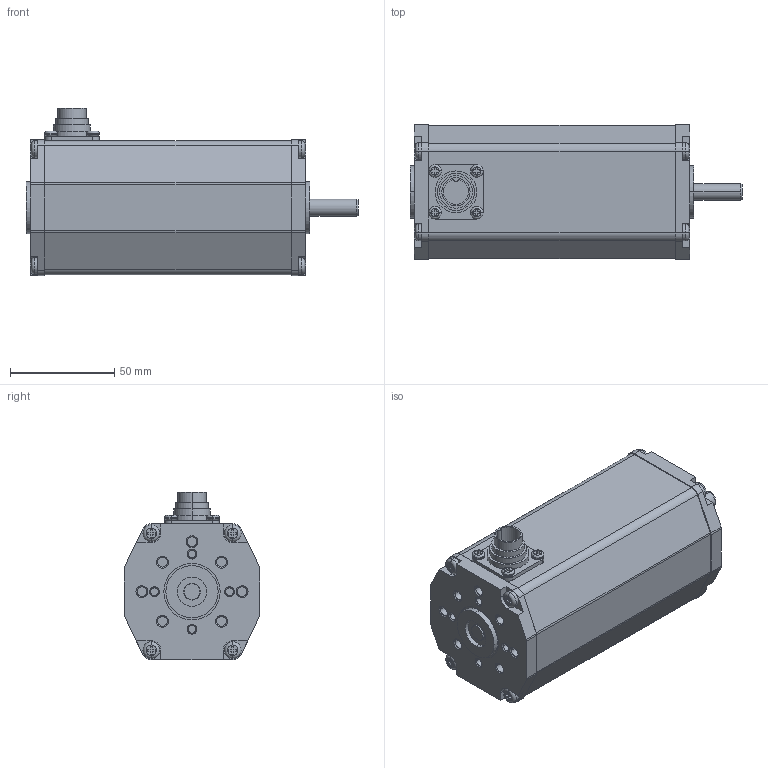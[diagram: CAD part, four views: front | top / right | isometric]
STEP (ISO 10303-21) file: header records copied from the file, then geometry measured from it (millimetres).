
FILE_DESCRIPTION((''),'2;1');
FILE_NAME('BG65X50_GLATT_ST_AS8X25_NS0','2005-06-20T',('bernhard.kaiser'),(''),'PRO/ENGINEER BY PARAMETRIC TECHNOLOGY CORPORATION, 2003490','PRO/ENGINEER BY PARAMETRIC TECHNOLOGY CORPORATION, 2003490','');
FILE_SCHEMA(('AUTOMOTIVE_DESIGN_CC2 { 1 2 10303 214 -1 1 5 2 }'));
Length unit declared in the file: millimetre
Products named in the file (1): BG65X50_GLATT_ST_AS8X25_NS0
Bounding box: 159 x 65 x 80.05 mm (x, y, z)
Volume: 490077.1 mm3; surface area: 43776.3 mm2
Topology: 5 solids, 5 shells, 491 faces, 1200 edges, 752 vertices
Faces by surface type: plane 221, cylinder 164, cone 74, torus 32
Entity records: 14441 total; most frequent: DIRECTION 2600, CARTESIAN_POINT 2419, ORIENTED_EDGE 2352, EDGE_CURVE 1176, AXIS2_PLACEMENT_3D 933, VERTEX_POINT 752, VECTOR 734, LINE 734
